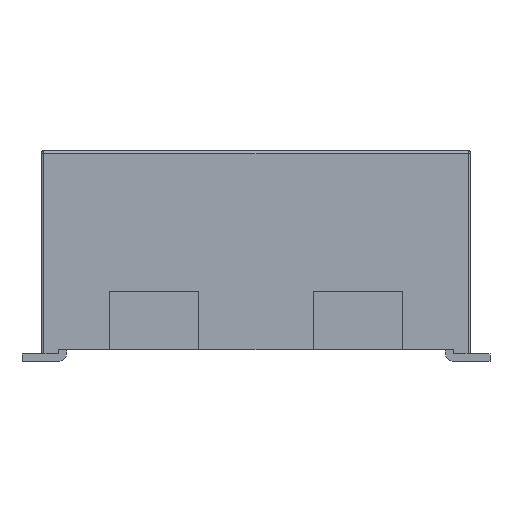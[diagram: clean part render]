
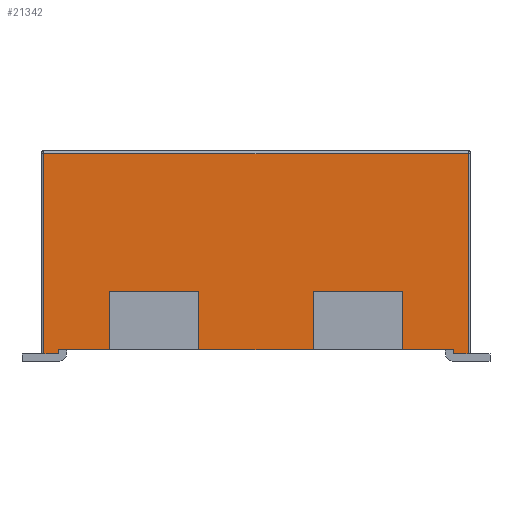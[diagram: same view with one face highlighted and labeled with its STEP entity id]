
A CAD part, front view. The second image highlights one B-rep face of the part: STEP entity #21342.
In plain terms, the highlighted face is planar.
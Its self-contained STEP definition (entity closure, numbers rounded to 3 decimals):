
#2691=ORIENTED_EDGE('',*,*,#6401,.T.);
#2692=ORIENTED_EDGE('',*,*,#6243,.T.);
#2693=ORIENTED_EDGE('',*,*,#6405,.F.);
#2694=ORIENTED_EDGE('',*,*,#6238,.T.);
#2695=ORIENTED_EDGE('',*,*,#6167,.T.);
#2696=ORIENTED_EDGE('',*,*,#5835,.T.);
#2697=ORIENTED_EDGE('',*,*,#5517,.T.);
#2698=ORIENTED_EDGE('',*,*,#6390,.T.);
#2699=ORIENTED_EDGE('',*,*,#6406,.T.);
#2700=ORIENTED_EDGE('',*,*,#6380,.F.);
#2701=ORIENTED_EDGE('',*,*,#5513,.T.);
#2702=ORIENTED_EDGE('',*,*,#6379,.T.);
#2703=ORIENTED_EDGE('',*,*,#6407,.T.);
#2704=ORIENTED_EDGE('',*,*,#6408,.F.);
#2705=ORIENTED_EDGE('',*,*,#5529,.T.);
#2706=ORIENTED_EDGE('',*,*,#5574,.T.);
#5513=EDGE_CURVE('',#7770,#7768,#9285,.T.);
#5517=EDGE_CURVE('',#7774,#7773,#9289,.T.);
#5529=EDGE_CURVE('',#7786,#7785,#9301,.T.);
#5574=EDGE_CURVE('',#7785,#7825,#9346,.T.);
#5835=EDGE_CURVE('',#8011,#7774,#9575,.T.);
#6167=EDGE_CURVE('',#8224,#8011,#9859,.T.);
#6238=EDGE_CURVE('',#8266,#8224,#9923,.T.);
#6243=EDGE_CURVE('',#8268,#8269,#9925,.T.);
#6379=EDGE_CURVE('',#7768,#8327,#10060,.T.);
#6380=EDGE_CURVE('',#7770,#8328,#10061,.T.);
#6390=EDGE_CURVE('',#7773,#8335,#10071,.T.);
#6401=EDGE_CURVE('',#7825,#8268,#10082,.T.);
#6405=EDGE_CURVE('',#8266,#8269,#10086,.T.);
#6406=EDGE_CURVE('',#8335,#8328,#10087,.T.);
#6407=EDGE_CURVE('',#8327,#8343,#10088,.T.);
#6408=EDGE_CURVE('',#7786,#8343,#10089,.T.);
#7768=VERTEX_POINT('',#27429);
#7770=VERTEX_POINT('',#27432);
#7773=VERTEX_POINT('',#27438);
#7774=VERTEX_POINT('',#27440);
#7785=VERTEX_POINT('',#27462);
#7786=VERTEX_POINT('',#27464);
#7825=VERTEX_POINT('',#27548);
#8011=VERTEX_POINT('',#28061);
#8224=VERTEX_POINT('',#28712);
#8266=VERTEX_POINT('',#28859);
#8268=VERTEX_POINT('',#28865);
#8269=VERTEX_POINT('',#28867);
#8327=VERTEX_POINT('',#29139);
#8328=VERTEX_POINT('',#29143);
#8335=VERTEX_POINT('',#29161);
#8343=VERTEX_POINT('',#29193);
#9285=LINE('',#27431,#11166);
#9289=LINE('',#27439,#11170);
#9301=LINE('',#27463,#11182);
#9346=LINE('',#27549,#11227);
#9575=LINE('',#28060,#11456);
#9859=LINE('',#28711,#11740);
#9923=LINE('',#28858,#11804);
#9925=LINE('',#28868,#11806);
#10060=LINE('',#29140,#11941);
#10061=LINE('',#29142,#11942);
#10071=LINE('',#29162,#11952);
#10082=LINE('',#29184,#11963);
#10086=LINE('',#29190,#11967);
#10087=LINE('',#29191,#11968);
#10088=LINE('',#29192,#11969);
#10089=LINE('',#29194,#11970);
#11166=VECTOR('',#23301,1000.);
#11170=VECTOR('',#23305,1000.);
#11182=VECTOR('',#23317,1000.);
#11227=VECTOR('',#23364,1000.);
#11456=VECTOR('',#23787,1000.);
#11740=VECTOR('',#24379,1000.);
#11804=VECTOR('',#24501,1000.);
#11806=VECTOR('',#24511,1000.);
#11941=VECTOR('',#24804,1000.);
#11942=VECTOR('',#24807,1000.);
#11952=VECTOR('',#24821,1000.);
#11963=VECTOR('',#24840,1000.);
#11967=VECTOR('',#24848,1000.);
#11968=VECTOR('',#24849,1000.);
#11969=VECTOR('',#24850,1000.);
#11970=VECTOR('',#24851,1000.);
#13048=EDGE_LOOP('',(#2691,#2692,#2693,#2694,#2695,#2696,#2697,#2698,#2699,
#2700,#2701,#2702,#2703,#2704,#2705,#2706));
#13976=FACE_BOUND('',#13048,.T.);
#14820=PLANE('',#22280);
#21342=ADVANCED_FACE('',(#13976),#14820,.T.);
#22280=AXIS2_PLACEMENT_3D('',#29189,#24846,#24847);
#23301=DIRECTION('',(0.,1.,0.));
#23305=DIRECTION('',(0.,1.,0.));
#23317=DIRECTION('',(0.,1.,0.));
#23364=DIRECTION('',(0.,0.,-1.));
#23787=DIRECTION('',(0.,0.,1.));
#24379=DIRECTION('',(0.,1.,0.));
#24501=DIRECTION('',(0.,0.,-1.));
#24511=DIRECTION('',(0.,0.,1.));
#24804=DIRECTION('',(0.,0.,1.));
#24807=DIRECTION('',(0.,0.,1.));
#24821=DIRECTION('',(0.,0.,1.));
#24840=DIRECTION('',(0.,1.,0.));
#24846=DIRECTION('',(1.,0.,0.));
#24847=DIRECTION('',(0.,0.,-1.));
#24848=DIRECTION('',(0.,1.,0.));
#24849=DIRECTION('',(0.,1.,0.));
#24850=DIRECTION('',(0.,1.,0.));
#24851=DIRECTION('',(0.,0.,1.));
#27429=CARTESIAN_POINT('',(8.775,1.95,0.15));
#27431=CARTESIAN_POINT('',(8.775,0.,0.15));
#27432=CARTESIAN_POINT('',(8.775,-1.95,0.15));
#27438=CARTESIAN_POINT('',(8.775,-5.,0.15));
#27439=CARTESIAN_POINT('',(8.775,0.,0.15));
#27440=CARTESIAN_POINT('',(8.775,-6.75,0.15));
#27462=CARTESIAN_POINT('',(8.775,6.75,0.15));
#27463=CARTESIAN_POINT('',(8.775,0.,0.15));
#27464=CARTESIAN_POINT('',(8.775,5.,0.15));
#27548=CARTESIAN_POINT('',(8.775,6.75,0.));
#27549=CARTESIAN_POINT('',(8.775,6.75,0.));
#28060=CARTESIAN_POINT('',(8.775,-6.75,0.));
#28061=CARTESIAN_POINT('',(8.775,-6.75,0.));
#28711=CARTESIAN_POINT('',(8.775,-7.35,0.));
#28712=CARTESIAN_POINT('',(8.775,-7.25,0.));
#28858=CARTESIAN_POINT('',(8.775,-7.25,0.));
#28859=CARTESIAN_POINT('',(8.775,-7.25,6.85));
#28865=CARTESIAN_POINT('',(8.775,7.25,0.));
#28867=CARTESIAN_POINT('',(8.775,7.25,6.85));
#28868=CARTESIAN_POINT('',(8.775,7.25,2.15));
#29139=CARTESIAN_POINT('',(8.775,1.95,2.15));
#29140=CARTESIAN_POINT('',(8.775,1.95,-20.075));
#29142=CARTESIAN_POINT('',(8.775,-1.95,-20.075));
#29143=CARTESIAN_POINT('',(8.775,-1.95,2.15));
#29161=CARTESIAN_POINT('',(8.775,-5.,2.15));
#29162=CARTESIAN_POINT('',(8.775,-5.,-20.075));
#29184=CARTESIAN_POINT('',(8.775,-7.35,0.));
#29189=CARTESIAN_POINT('',(8.775,0.,0.));
#29190=CARTESIAN_POINT('',(8.775,-7.35,6.85));
#29191=CARTESIAN_POINT('',(8.775,-7.35,2.15));
#29192=CARTESIAN_POINT('',(8.775,-7.35,2.15));
#29193=CARTESIAN_POINT('',(8.775,5.,2.15));
#29194=CARTESIAN_POINT('',(8.775,5.,-20.075));
